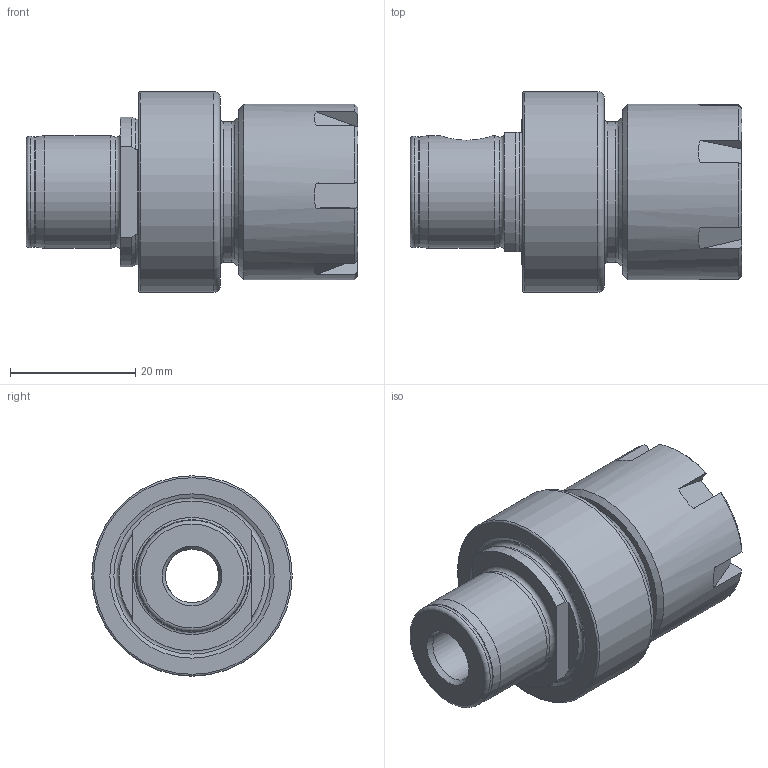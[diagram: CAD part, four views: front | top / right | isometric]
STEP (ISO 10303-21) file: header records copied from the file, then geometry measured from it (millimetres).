
FILE_DESCRIPTION (( 'STEP AP214' ), '1' );
FILE_NAME ('MB3.E21.K01.035.STEP', '2021-02-16T11:23:38', ( '' ), ( '' ), 'SwSTEP 2.0', 'SolidWorks 2017', '' );
FILE_SCHEMA (( 'AUTOMOTIVE_DESIGN' ));
Length unit declared in the file: millimetre
Products named in the file (3): MB3.E21.K01.035; MB3-E21.K01.035_C; E21-ER1.001.019
Assembly tree (2 placements, depth 2):
  MB3.E21.K01.035
    MB3-E21.K01.035_C
    E21-ER1.001.019
Bounding box: 53 x 32 x 32 mm (x, y, z)
Volume: 18325 mm3; surface area: 10323.2 mm2
Topology: 2 solids, 2 shells, 81 faces, 191 edges, 119 vertices
Faces by surface type: plane 33, cone 22, cylinder 15, torus 11
Full cylindrical faces by diameter (mm): 5 x1, 8.5 x1, 13.5 x1, 15.9 x1, 18 x1, 22.4 x1, 23 x1, 24 x1, 25 x1, 28 x1, 32 x1
Entity records: 2647 total; most frequent: CARTESIAN_POINT 548, DIRECTION 360, ORIENTED_EDGE 302, AXIS2_PLACEMENT_3D 151, EDGE_CURVE 151, EDGE_LOOP 128, VERTEX_POINT 115, FACE_OUTER_BOUND 103
